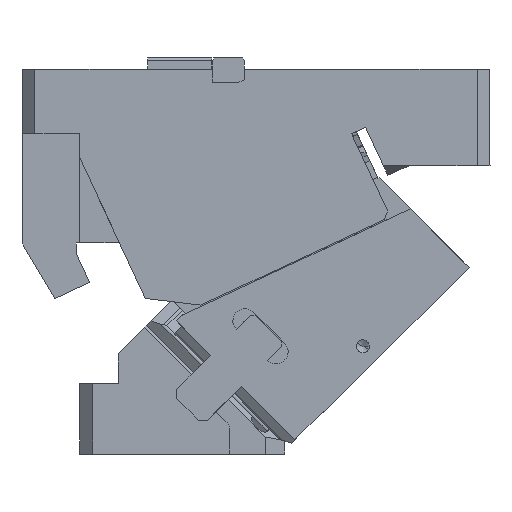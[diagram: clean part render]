
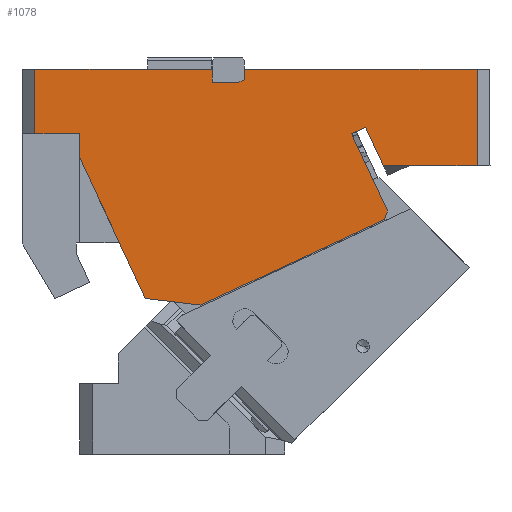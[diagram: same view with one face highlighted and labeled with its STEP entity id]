
A CAD part, front view. The second image highlights one B-rep face of the part: STEP entity #1078.
In plain terms, the highlighted planar face has unit normal (0, -1, 0).
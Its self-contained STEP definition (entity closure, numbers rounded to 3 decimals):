
#410=CARTESIAN_POINT('Vertex',(-188.785,-110.,56.415)) ;
#413=CARTESIAN_POINT('Line Origine',(-214.393,-110.,111.33)) ;
#417=CARTESIAN_POINT('Vertex',(-240.,-110.,166.245)) ;
#936=CARTESIAN_POINT('Axis2P3D Location',(80.,-110.,185.)) ;
#941=CARTESIAN_POINT('Line Origine',(-20.75,-110.,235.)) ;
#945=CARTESIAN_POINT('Vertex',(70.,-110.,235.)) ;
#947=CARTESIAN_POINT('Vertex',(-111.5,-110.,235.)) ;
#950=CARTESIAN_POINT('Line Origine',(-111.5,-110.,231.033)) ;
#954=CARTESIAN_POINT('Vertex',(-111.5,-110.,227.065)) ;
#957=CARTESIAN_POINT('Line Origine',(-113.714,-110.,226.033)) ;
#961=CARTESIAN_POINT('Vertex',(-115.929,-110.,225.)) ;
#964=CARTESIAN_POINT('Line Origine',(-126.214,-110.,225.)) ;
#968=CARTESIAN_POINT('Vertex',(-136.5,-110.,225.)) ;
#971=CARTESIAN_POINT('Line Origine',(-136.5,-110.,230.)) ;
#975=CARTESIAN_POINT('Vertex',(-136.5,-110.,235.)) ;
#978=CARTESIAN_POINT('Line Origine',(-205.75,-110.,235.)) ;
#982=CARTESIAN_POINT('Vertex',(-275.,-110.,235.)) ;
#985=CARTESIAN_POINT('Line Origine',(-275.,-110.,210.)) ;
#989=CARTESIAN_POINT('Vertex',(-275.,-110.,185.)) ;
#992=CARTESIAN_POINT('Line Origine',(-257.5,-110.,185.)) ;
#996=CARTESIAN_POINT('Vertex',(-240.,-110.,185.)) ;
#999=CARTESIAN_POINT('Line Origine',(-240.,-110.,175.623)) ;
#1004=CARTESIAN_POINT('Line Origine',(-167.158,-110.,53.81)) ;
#1008=CARTESIAN_POINT('Vertex',(-145.531,-110.,51.206)) ;
#1011=CARTESIAN_POINT('Line Origine',(-73.933,-110.,84.593)) ;
#1015=CARTESIAN_POINT('Vertex',(-2.335,-110.,117.98)) ;
#1018=CARTESIAN_POINT('Line Origine',(-1.126,-110.,121.302)) ;
#1022=CARTESIAN_POINT('Vertex',(0.084,-110.,124.625)) ;
#1025=CARTESIAN_POINT('Line Origine',(-13.916,-110.,154.646)) ;
#1029=CARTESIAN_POINT('Vertex',(-27.915,-110.,184.668)) ;
#1032=CARTESIAN_POINT('Line Origine',(-22.477,-110.,187.203)) ;
#1036=CARTESIAN_POINT('Vertex',(-17.039,-110.,189.739)) ;
#1039=CARTESIAN_POINT('Line Origine',(-10.105,-110.,174.869)) ;
#1043=CARTESIAN_POINT('Vertex',(-3.172,-110.,160.)) ;
#1046=CARTESIAN_POINT('Line Origine',(33.414,-110.,160.)) ;
#1050=CARTESIAN_POINT('Vertex',(70.,-110.,160.)) ;
#1053=CARTESIAN_POINT('Line Origine',(70.,-110.,197.5)) ;
#414=DIRECTION('Vector Direction',(-0.423,0.,0.906)) ;
#937=DIRECTION('Axis2P3D Direction',(-0.,1.,0.)) ;
#938=DIRECTION('Axis2P3D XDirection',(0.,0.,1.)) ;
#942=DIRECTION('Vector Direction',(-1.,0.,0.)) ;
#951=DIRECTION('Vector Direction',(0.,0.,-1.)) ;
#958=DIRECTION('Vector Direction',(-0.906,0.,-0.423)) ;
#965=DIRECTION('Vector Direction',(-1.,0.,0.)) ;
#972=DIRECTION('Vector Direction',(0.,0.,1.)) ;
#979=DIRECTION('Vector Direction',(-1.,0.,0.)) ;
#986=DIRECTION('Vector Direction',(0.,0.,1.)) ;
#993=DIRECTION('Vector Direction',(1.,0.,0.)) ;
#1000=DIRECTION('Vector Direction',(0.,0.,1.)) ;
#1005=DIRECTION('Vector Direction',(0.993,0.,-0.12)) ;
#1012=DIRECTION('Vector Direction',(0.906,0.,0.423)) ;
#1019=DIRECTION('Vector Direction',(-0.342,0.,-0.94)) ;
#1026=DIRECTION('Vector Direction',(-0.423,0.,0.906)) ;
#1033=DIRECTION('Vector Direction',(0.906,0.,0.423)) ;
#1040=DIRECTION('Vector Direction',(-0.423,0.,0.906)) ;
#1047=DIRECTION('Vector Direction',(-1.,0.,0.)) ;
#1054=DIRECTION('Vector Direction',(0.,0.,-1.)) ;
#939=AXIS2_PLACEMENT_3D('Plane Axis2P3D',#936,#937,#938) ;
#1059=ORIENTED_EDGE('',*,*,#949,.T.) ;
#1060=ORIENTED_EDGE('',*,*,#956,.T.) ;
#1061=ORIENTED_EDGE('',*,*,#963,.T.) ;
#1062=ORIENTED_EDGE('',*,*,#970,.T.) ;
#1063=ORIENTED_EDGE('',*,*,#977,.T.) ;
#1064=ORIENTED_EDGE('',*,*,#984,.T.) ;
#1065=ORIENTED_EDGE('',*,*,#991,.F.) ;
#1066=ORIENTED_EDGE('',*,*,#998,.T.) ;
#1067=ORIENTED_EDGE('',*,*,#1003,.F.) ;
#1068=ORIENTED_EDGE('',*,*,#419,.F.) ;
#1069=ORIENTED_EDGE('',*,*,#1010,.T.) ;
#1070=ORIENTED_EDGE('',*,*,#1017,.T.) ;
#1071=ORIENTED_EDGE('',*,*,#1024,.F.) ;
#1072=ORIENTED_EDGE('',*,*,#1031,.T.) ;
#1073=ORIENTED_EDGE('',*,*,#1038,.T.) ;
#1074=ORIENTED_EDGE('',*,*,#1045,.F.) ;
#1075=ORIENTED_EDGE('',*,*,#1052,.F.) ;
#1076=ORIENTED_EDGE('',*,*,#1057,.F.) ;
#415=VECTOR('Line Direction',#414,1.) ;
#943=VECTOR('Line Direction',#942,1.) ;
#952=VECTOR('Line Direction',#951,1.) ;
#959=VECTOR('Line Direction',#958,1.) ;
#966=VECTOR('Line Direction',#965,1.) ;
#973=VECTOR('Line Direction',#972,1.) ;
#980=VECTOR('Line Direction',#979,1.) ;
#987=VECTOR('Line Direction',#986,1.) ;
#994=VECTOR('Line Direction',#993,1.) ;
#1001=VECTOR('Line Direction',#1000,1.) ;
#1006=VECTOR('Line Direction',#1005,1.) ;
#1013=VECTOR('Line Direction',#1012,1.) ;
#1020=VECTOR('Line Direction',#1019,1.) ;
#1027=VECTOR('Line Direction',#1026,1.) ;
#1034=VECTOR('Line Direction',#1033,1.) ;
#1041=VECTOR('Line Direction',#1040,1.) ;
#1048=VECTOR('Line Direction',#1047,1.) ;
#1055=VECTOR('Line Direction',#1054,1.) ;
#1078=ADVANCED_FACE('CAM HOLDER',(#1077),#940,.F.) ;
#419=EDGE_CURVE('',#411,#418,#416,.T.) ;
#949=EDGE_CURVE('',#946,#948,#944,.T.) ;
#956=EDGE_CURVE('',#948,#955,#953,.T.) ;
#963=EDGE_CURVE('',#955,#962,#960,.T.) ;
#970=EDGE_CURVE('',#962,#969,#967,.T.) ;
#977=EDGE_CURVE('',#969,#976,#974,.T.) ;
#984=EDGE_CURVE('',#976,#983,#981,.T.) ;
#991=EDGE_CURVE('',#990,#983,#988,.T.) ;
#998=EDGE_CURVE('',#990,#997,#995,.T.) ;
#1003=EDGE_CURVE('',#418,#997,#1002,.T.) ;
#1010=EDGE_CURVE('',#411,#1009,#1007,.T.) ;
#1017=EDGE_CURVE('',#1009,#1016,#1014,.T.) ;
#1024=EDGE_CURVE('',#1023,#1016,#1021,.T.) ;
#1031=EDGE_CURVE('',#1023,#1030,#1028,.T.) ;
#1038=EDGE_CURVE('',#1030,#1037,#1035,.T.) ;
#1045=EDGE_CURVE('',#1044,#1037,#1042,.T.) ;
#1052=EDGE_CURVE('',#1051,#1044,#1049,.T.) ;
#1057=EDGE_CURVE('',#946,#1051,#1056,.T.) ;
#1058=EDGE_LOOP('',(#1059,#1060,#1061,#1062,#1063,#1064,#1065,#1066,#1067,#1068,#1069,#1070,#1071,#1072,#1073,#1074,#1075,#1076)) ;
#1077=FACE_OUTER_BOUND('',#1058,.T.) ;
#416=LINE('Line',#413,#415) ;
#944=LINE('Line',#941,#943) ;
#953=LINE('Line',#950,#952) ;
#960=LINE('Line',#957,#959) ;
#967=LINE('Line',#964,#966) ;
#974=LINE('Line',#971,#973) ;
#981=LINE('Line',#978,#980) ;
#988=LINE('Line',#985,#987) ;
#995=LINE('Line',#992,#994) ;
#1002=LINE('Line',#999,#1001) ;
#1007=LINE('Line',#1004,#1006) ;
#1014=LINE('Line',#1011,#1013) ;
#1021=LINE('Line',#1018,#1020) ;
#1028=LINE('Line',#1025,#1027) ;
#1035=LINE('Line',#1032,#1034) ;
#1042=LINE('Line',#1039,#1041) ;
#1049=LINE('Line',#1046,#1048) ;
#1056=LINE('Line',#1053,#1055) ;
#940=PLANE('Plane',#939) ;
#411=VERTEX_POINT('',#410) ;
#418=VERTEX_POINT('',#417) ;
#946=VERTEX_POINT('',#945) ;
#948=VERTEX_POINT('',#947) ;
#955=VERTEX_POINT('',#954) ;
#962=VERTEX_POINT('',#961) ;
#969=VERTEX_POINT('',#968) ;
#976=VERTEX_POINT('',#975) ;
#983=VERTEX_POINT('',#982) ;
#990=VERTEX_POINT('',#989) ;
#997=VERTEX_POINT('',#996) ;
#1009=VERTEX_POINT('',#1008) ;
#1016=VERTEX_POINT('',#1015) ;
#1023=VERTEX_POINT('',#1022) ;
#1030=VERTEX_POINT('',#1029) ;
#1037=VERTEX_POINT('',#1036) ;
#1044=VERTEX_POINT('',#1043) ;
#1051=VERTEX_POINT('',#1050) ;
